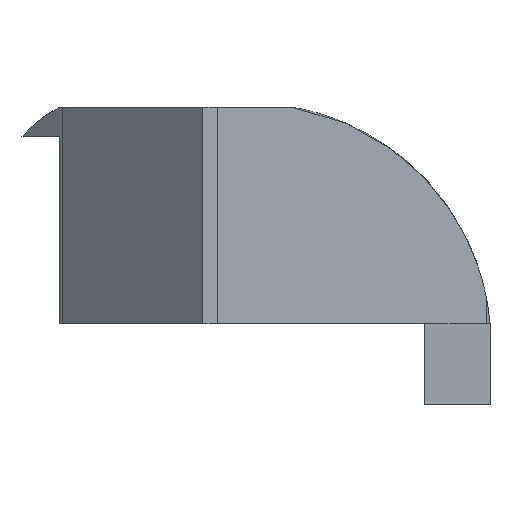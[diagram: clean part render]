
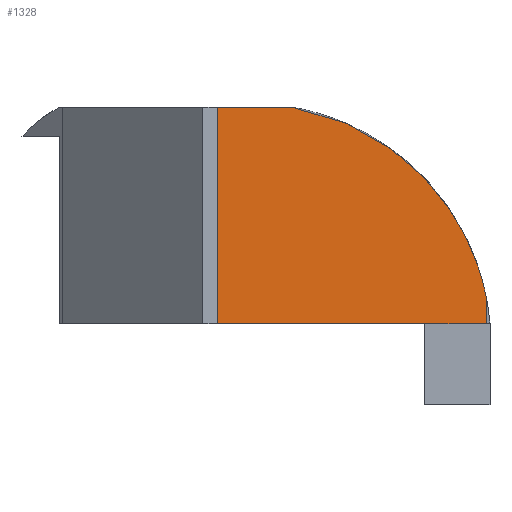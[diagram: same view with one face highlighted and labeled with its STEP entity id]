
A CAD part, front view. The second image highlights one B-rep face of the part: STEP entity #1328.
In plain terms, the highlighted planar face has unit normal (0.734, -0.679, 0).
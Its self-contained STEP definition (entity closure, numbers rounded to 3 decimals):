
#25=ELLIPSE('',#1435,24.346,16.536);
#105=PLANE('',#1436);
#179=FACE_OUTER_BOUND('',#250,.T.);
#250=EDGE_LOOP('',(#1219,#1220,#1221,#1222,#1223));
#326=LINE('',#1954,#459);
#368=LINE('',#2305,#501);
#388=LINE('',#2457,#521);
#389=LINE('',#2458,#522);
#459=VECTOR('',#1576,10.);
#501=VECTOR('',#1684,10.);
#521=VECTOR('',#1742,10.);
#522=VECTOR('',#1743,10.);
#619=VERTEX_POINT('',#1951);
#620=VERTEX_POINT('',#1953);
#665=VERTEX_POINT('',#2302);
#666=VERTEX_POINT('',#2304);
#682=VERTEX_POINT('',#2437);
#764=EDGE_CURVE('',#620,#619,#326,.T.);
#838=EDGE_CURVE('',#666,#665,#368,.T.);
#868=EDGE_CURVE('',#666,#682,#25,.T.);
#871=EDGE_CURVE('',#620,#665,#388,.T.);
#872=EDGE_CURVE('',#619,#682,#389,.T.);
#1219=ORIENTED_EDGE('',*,*,#838,.T.);
#1220=ORIENTED_EDGE('',*,*,#871,.F.);
#1221=ORIENTED_EDGE('',*,*,#764,.T.);
#1222=ORIENTED_EDGE('',*,*,#872,.T.);
#1223=ORIENTED_EDGE('',*,*,#868,.F.);
#1328=ADVANCED_FACE('',(#179),#105,.F.);
#1435=AXIS2_PLACEMENT_3D('',#2438,#1738,#1739);
#1436=AXIS2_PLACEMENT_3D('',#2456,#1740,#1741);
#1576=DIRECTION('',(0.679,0.734,0.));
#1684=DIRECTION('',(-0.679,-0.734,0.));
#1738=DIRECTION('center_axis',(-0.734,0.679,0.));
#1739=DIRECTION('ref_axis',(0.679,0.734,0.));
#1740=DIRECTION('center_axis',(-0.734,0.679,0.));
#1741=DIRECTION('ref_axis',(-0.679,-0.734,0.));
#1742=DIRECTION('',(0.,0.,1.));
#1743=DIRECTION('',(0.,0.,1.));
#1951=CARTESIAN_POINT('',(-118.959,20.47,3.1));
#1953=CARTESIAN_POINT('',(-137.471,0.466,3.1));
#1954=CARTESIAN_POINT('',(-114.753,25.015,3.1));
#2302=CARTESIAN_POINT('',(-137.471,0.466,18.));
#2304=CARTESIAN_POINT('',(-132.34,6.01,18.));
#2305=CARTESIAN_POINT('',(-114.753,25.015,18.));
#2437=CARTESIAN_POINT('',(-118.959,20.47,4.969));
#2438=CARTESIAN_POINT('Origin',(-135.17,2.952,1.708));
#2456=CARTESIAN_POINT('Origin',(-118.959,20.47,3.1));
#2457=CARTESIAN_POINT('',(-137.471,0.466,3.1));
#2458=CARTESIAN_POINT('',(-118.959,20.47,3.1));
